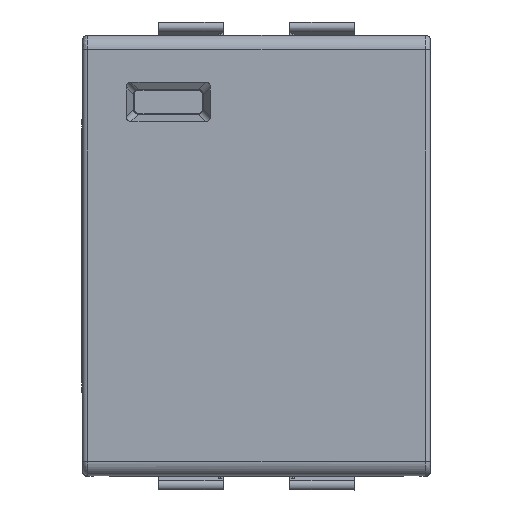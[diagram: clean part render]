
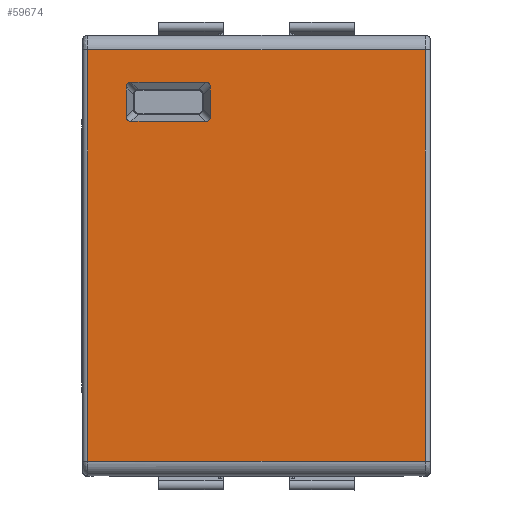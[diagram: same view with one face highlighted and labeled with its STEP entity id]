
A CAD part, top view. The second image highlights one B-rep face of the part: STEP entity #59674.
In plain terms, the highlighted planar face has unit normal (0, 0, 1).
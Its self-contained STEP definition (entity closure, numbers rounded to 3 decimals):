
#55066=CARTESIAN_POINT('Vertex',(-17.25,21.,65.)) ;
#55069=CARTESIAN_POINT('Line Origine',(-17.75,21.,65.)) ;
#55073=CARTESIAN_POINT('Vertex',(17.25,21.,65.)) ;
#59236=CARTESIAN_POINT('Vertex',(-17.25,-21.,65.)) ;
#59259=CARTESIAN_POINT('Line Origine',(-17.25,45.02,65.)) ;
#59549=CARTESIAN_POINT('Axis2P3D Location',(-17.75,21.,65.)) ;
#59554=CARTESIAN_POINT('Line Origine',(0.,-21.,65.)) ;
#59558=CARTESIAN_POINT('Vertex',(17.25,-21.,65.)) ;
#59561=CARTESIAN_POINT('Line Origine',(17.25,0.,65.)) ;
#59572=CARTESIAN_POINT('Line Origine',(-13.3,15.7,65.)) ;
#59576=CARTESIAN_POINT('Vertex',(-13.3,14.179,65.)) ;
#59578=CARTESIAN_POINT('Vertex',(-13.3,17.221,65.)) ;
#59582=CARTESIAN_POINT('Control Point',(-13.3,17.221,65.)) ;
#59583=CARTESIAN_POINT('Control Point',(-13.3,17.282,65.)) ;
#59584=CARTESIAN_POINT('Control Point',(-13.291,17.342,65.)) ;
#59585=CARTESIAN_POINT('Control Point',(-13.273,17.401,65.)) ;
#59586=CARTESIAN_POINT('Control Point',(-13.219,17.51,65.)) ;
#59587=CARTESIAN_POINT('Control Point',(-13.133,17.597,65.)) ;
#59588=CARTESIAN_POINT('Control Point',(-13.083,17.633,65.)) ;
#59589=CARTESIAN_POINT('Control Point',(-13.001,17.673,65.)) ;
#59590=CARTESIAN_POINT('Control Point',(-12.912,17.693,65.)) ;
#59591=CARTESIAN_POINT('Control Point',(-12.882,17.698,65.)) ;
#59592=CARTESIAN_POINT('Control Point',(-12.852,17.7,65.)) ;
#59593=CARTESIAN_POINT('Control Point',(-12.821,17.7,65.)) ;
#59594=CARTESIAN_POINT('Vertex',(-12.821,17.7,65.)) ;
#59597=CARTESIAN_POINT('Line Origine',(-9.,17.7,65.)) ;
#59601=CARTESIAN_POINT('Vertex',(-5.179,17.7,65.)) ;
#59605=CARTESIAN_POINT('Control Point',(-5.179,17.7,65.)) ;
#59606=CARTESIAN_POINT('Control Point',(-5.118,17.7,65.)) ;
#59607=CARTESIAN_POINT('Control Point',(-5.058,17.691,65.)) ;
#59608=CARTESIAN_POINT('Control Point',(-4.999,17.673,65.)) ;
#59609=CARTESIAN_POINT('Control Point',(-4.89,17.619,65.)) ;
#59610=CARTESIAN_POINT('Control Point',(-4.803,17.533,65.)) ;
#59611=CARTESIAN_POINT('Control Point',(-4.767,17.483,65.)) ;
#59612=CARTESIAN_POINT('Control Point',(-4.727,17.401,65.)) ;
#59613=CARTESIAN_POINT('Control Point',(-4.707,17.312,65.)) ;
#59614=CARTESIAN_POINT('Control Point',(-4.702,17.282,65.)) ;
#59615=CARTESIAN_POINT('Control Point',(-4.7,17.252,65.)) ;
#59616=CARTESIAN_POINT('Control Point',(-4.7,17.221,65.)) ;
#59617=CARTESIAN_POINT('Vertex',(-4.7,17.221,65.)) ;
#59620=CARTESIAN_POINT('Line Origine',(-4.7,15.7,65.)) ;
#59624=CARTESIAN_POINT('Vertex',(-4.7,14.179,65.)) ;
#59628=CARTESIAN_POINT('Control Point',(-4.7,14.179,65.)) ;
#59629=CARTESIAN_POINT('Control Point',(-4.7,14.118,65.)) ;
#59630=CARTESIAN_POINT('Control Point',(-4.709,14.058,65.)) ;
#59631=CARTESIAN_POINT('Control Point',(-4.727,13.999,65.)) ;
#59632=CARTESIAN_POINT('Control Point',(-4.781,13.89,65.)) ;
#59633=CARTESIAN_POINT('Control Point',(-4.867,13.803,65.)) ;
#59634=CARTESIAN_POINT('Control Point',(-4.917,13.767,65.)) ;
#59635=CARTESIAN_POINT('Control Point',(-4.999,13.727,65.)) ;
#59636=CARTESIAN_POINT('Control Point',(-5.088,13.707,65.)) ;
#59637=CARTESIAN_POINT('Control Point',(-5.118,13.702,65.)) ;
#59638=CARTESIAN_POINT('Control Point',(-5.148,13.7,65.)) ;
#59639=CARTESIAN_POINT('Control Point',(-5.179,13.7,65.)) ;
#59640=CARTESIAN_POINT('Vertex',(-5.179,13.7,65.)) ;
#59643=CARTESIAN_POINT('Line Origine',(-9.,13.7,65.)) ;
#59647=CARTESIAN_POINT('Vertex',(-12.821,13.7,65.)) ;
#59651=CARTESIAN_POINT('Control Point',(-12.821,13.7,65.)) ;
#59652=CARTESIAN_POINT('Control Point',(-12.882,13.7,65.)) ;
#59653=CARTESIAN_POINT('Control Point',(-12.942,13.709,65.)) ;
#59654=CARTESIAN_POINT('Control Point',(-13.001,13.727,65.)) ;
#59655=CARTESIAN_POINT('Control Point',(-13.11,13.781,65.)) ;
#59656=CARTESIAN_POINT('Control Point',(-13.197,13.867,65.)) ;
#59657=CARTESIAN_POINT('Control Point',(-13.233,13.917,65.)) ;
#59658=CARTESIAN_POINT('Control Point',(-13.273,13.999,65.)) ;
#59659=CARTESIAN_POINT('Control Point',(-13.293,14.088,65.)) ;
#59660=CARTESIAN_POINT('Control Point',(-13.298,14.118,65.)) ;
#59661=CARTESIAN_POINT('Control Point',(-13.3,14.148,65.)) ;
#59662=CARTESIAN_POINT('Control Point',(-13.3,14.179,65.)) ;
#55070=DIRECTION('Vector Direction',(1.,0.,0.)) ;
#59260=DIRECTION('Vector Direction',(0.,-1.,0.)) ;
#59550=DIRECTION('Axis2P3D Direction',(0.,0.,1.)) ;
#59551=DIRECTION('Axis2P3D XDirection',(-1.,0.,0.)) ;
#59555=DIRECTION('Vector Direction',(1.,0.,0.)) ;
#59562=DIRECTION('Vector Direction',(0.,-1.,0.)) ;
#59573=DIRECTION('Vector Direction',(0.,1.,0.)) ;
#59598=DIRECTION('Vector Direction',(1.,0.,0.)) ;
#59621=DIRECTION('Vector Direction',(0.,1.,0.)) ;
#59644=DIRECTION('Vector Direction',(1.,0.,0.)) ;
#59552=AXIS2_PLACEMENT_3D('Plane Axis2P3D',#59549,#59550,#59551) ;
#59567=ORIENTED_EDGE('',*,*,#55075,.F.) ;
#59568=ORIENTED_EDGE('',*,*,#59263,.F.) ;
#59569=ORIENTED_EDGE('',*,*,#59560,.T.) ;
#59570=ORIENTED_EDGE('',*,*,#59565,.F.) ;
#59665=ORIENTED_EDGE('',*,*,#59580,.T.) ;
#59666=ORIENTED_EDGE('',*,*,#59596,.T.) ;
#59667=ORIENTED_EDGE('',*,*,#59603,.T.) ;
#59668=ORIENTED_EDGE('',*,*,#59619,.T.) ;
#59669=ORIENTED_EDGE('',*,*,#59626,.F.) ;
#59670=ORIENTED_EDGE('',*,*,#59642,.T.) ;
#59671=ORIENTED_EDGE('',*,*,#59649,.F.) ;
#59672=ORIENTED_EDGE('',*,*,#59663,.T.) ;
#59673=FACE_BOUND('',#59664,.T.) ;
#55071=VECTOR('Line Direction',#55070,1.) ;
#59261=VECTOR('Line Direction',#59260,1.) ;
#59556=VECTOR('Line Direction',#59555,1.) ;
#59563=VECTOR('Line Direction',#59562,1.) ;
#59574=VECTOR('Line Direction',#59573,1.) ;
#59599=VECTOR('Line Direction',#59598,1.) ;
#59622=VECTOR('Line Direction',#59621,1.) ;
#59645=VECTOR('Line Direction',#59644,1.) ;
#59674=ADVANCED_FACE('Hauptk\X2\00F6\X0\rper',(#59571,#59673),#59553,.T.) ;
#59581=B_SPLINE_CURVE_WITH_KNOTS('',5,(#59582,#59583,#59584,#59585,#59586,#59587,#59588,#59589,#59590,#59591,#59592,#59593),.UNSPECIFIED.,.F.,.U.,(6,3,3,6),(0.,0.428,0.856,1.07),.UNSPECIFIED.) ;
#59604=B_SPLINE_CURVE_WITH_KNOTS('',5,(#59605,#59606,#59607,#59608,#59609,#59610,#59611,#59612,#59613,#59614,#59615,#59616),.UNSPECIFIED.,.F.,.U.,(6,3,3,6),(0.,0.428,0.856,1.07),.UNSPECIFIED.) ;
#59627=B_SPLINE_CURVE_WITH_KNOTS('',5,(#59628,#59629,#59630,#59631,#59632,#59633,#59634,#59635,#59636,#59637,#59638,#59639),.UNSPECIFIED.,.F.,.U.,(6,3,3,6),(0.,0.428,0.856,1.07),.UNSPECIFIED.) ;
#59650=B_SPLINE_CURVE_WITH_KNOTS('',5,(#59651,#59652,#59653,#59654,#59655,#59656,#59657,#59658,#59659,#59660,#59661,#59662),.UNSPECIFIED.,.F.,.U.,(6,3,3,6),(0.,0.428,0.856,1.07),.UNSPECIFIED.) ;
#55075=EDGE_CURVE('',#55067,#55074,#55072,.T.) ;
#59263=EDGE_CURVE('',#59237,#55067,#59262,.F.) ;
#59560=EDGE_CURVE('',#59237,#59559,#59557,.T.) ;
#59565=EDGE_CURVE('',#55074,#59559,#59564,.T.) ;
#59580=EDGE_CURVE('',#59577,#59579,#59575,.T.) ;
#59596=EDGE_CURVE('',#59579,#59595,#59581,.T.) ;
#59603=EDGE_CURVE('',#59595,#59602,#59600,.T.) ;
#59619=EDGE_CURVE('',#59602,#59618,#59604,.T.) ;
#59626=EDGE_CURVE('',#59625,#59618,#59623,.T.) ;
#59642=EDGE_CURVE('',#59625,#59641,#59627,.T.) ;
#59649=EDGE_CURVE('',#59648,#59641,#59646,.T.) ;
#59663=EDGE_CURVE('',#59648,#59577,#59650,.T.) ;
#59566=EDGE_LOOP('',(#59567,#59568,#59569,#59570)) ;
#59664=EDGE_LOOP('',(#59665,#59666,#59667,#59668,#59669,#59670,#59671,#59672)) ;
#59571=FACE_OUTER_BOUND('',#59566,.T.) ;
#55072=LINE('Line',#55069,#55071) ;
#59262=LINE('Line',#59259,#59261) ;
#59557=LINE('Line',#59554,#59556) ;
#59564=LINE('Line',#59561,#59563) ;
#59575=LINE('Line',#59572,#59574) ;
#59600=LINE('Line',#59597,#59599) ;
#59623=LINE('Line',#59620,#59622) ;
#59646=LINE('Line',#59643,#59645) ;
#59553=PLANE('',#59552) ;
#55067=VERTEX_POINT('',#55066) ;
#55074=VERTEX_POINT('',#55073) ;
#59237=VERTEX_POINT('',#59236) ;
#59559=VERTEX_POINT('',#59558) ;
#59577=VERTEX_POINT('',#59576) ;
#59579=VERTEX_POINT('',#59578) ;
#59595=VERTEX_POINT('',#59594) ;
#59602=VERTEX_POINT('',#59601) ;
#59618=VERTEX_POINT('',#59617) ;
#59625=VERTEX_POINT('',#59624) ;
#59641=VERTEX_POINT('',#59640) ;
#59648=VERTEX_POINT('',#59647) ;
